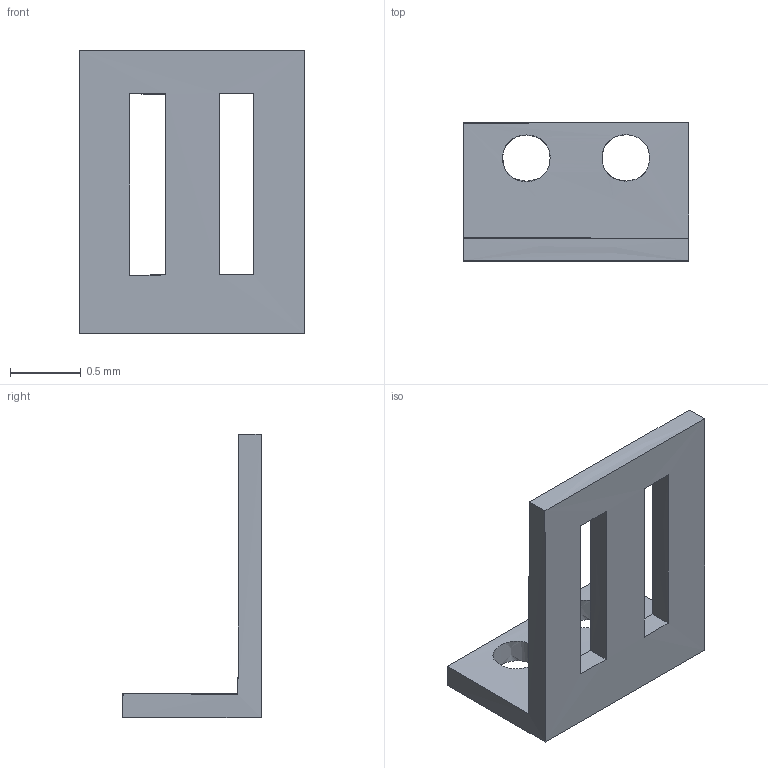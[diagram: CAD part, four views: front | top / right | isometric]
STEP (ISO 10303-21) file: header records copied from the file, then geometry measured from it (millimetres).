
FILE_DESCRIPTION(('Open CASCADE Model'),'2;1');
FILE_NAME('Open CASCADE Shape Model','2024-11-25T14:17:59',('Author'),( 'Open CASCADE'),'Open CASCADE STEP processor 7.5','Open CASCADE 7.5' ,'Unknown');
FILE_SCHEMA(('CONFIG_CONTROL_DESIGN'));
Length unit declared in the file: millimetre
Products named in the file (1): Open CASCADE STEP translator 7.5 1085
Bounding box: 1.59 x 0.98 x 2 mm (x, y, z)
Volume: 0.6 mm3; surface area: 9.9 mm2
Topology: 1 solids, 1 shells, 20 faces, 54 edges, 36 vertices
Faces by surface type: bspline 20
Entity records: 2022 total; most frequent: CARTESIAN_POINT 1249, B_SPLINE_CURVE_WITH_KNOTS 162, ORIENTED_EDGE 108, PCURVE 108, DEFINITIONAL_REPRESENTATION 108, EDGE_CURVE 54, SURFACE_CURVE 54, VERTEX_POINT 36
